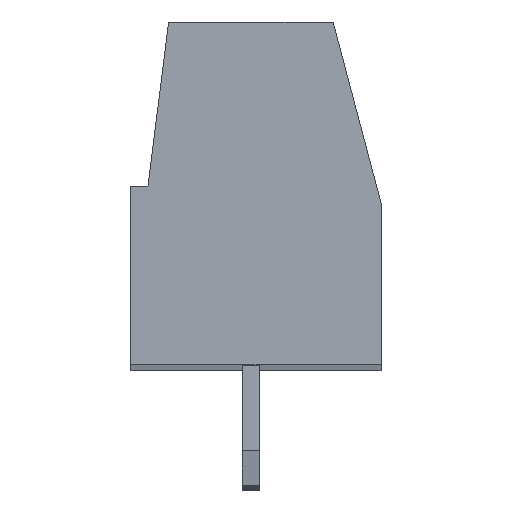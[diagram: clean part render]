
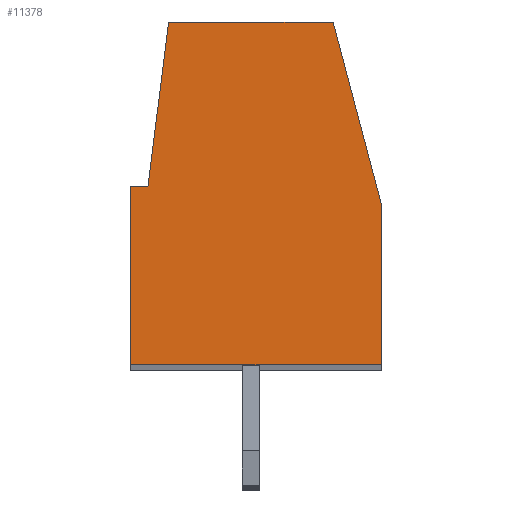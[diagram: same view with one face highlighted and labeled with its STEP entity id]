
A CAD part, top view. The second image highlights one B-rep face of the part: STEP entity #11378.
In plain terms, the highlighted planar face has unit normal (0, 0, 1).
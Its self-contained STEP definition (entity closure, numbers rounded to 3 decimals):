
#13=DIRECTION('',(0.,1.,0.));
#14=VECTOR('',#13,5.2);
#15=CARTESIAN_POINT('',(-3.5,-3.305,82.6));
#16=LINE('',#15,#14);
#17=DIRECTION('',(1.,0.,0.));
#18=VECTOR('',#17,0.5);
#19=CARTESIAN_POINT('',(-3.5,1.895,82.6));
#20=LINE('',#19,#18);
#21=DIRECTION('',(0.124,0.992,0.));
#22=VECTOR('',#21,4.837);
#23=CARTESIAN_POINT('',(-3.,1.895,82.6));
#24=LINE('',#23,#22);
#25=DIRECTION('',(1.,0.,0.));
#26=VECTOR('',#25,4.8);
#27=CARTESIAN_POINT('',(-2.4,6.695,82.6));
#28=LINE('',#27,#26);
#29=DIRECTION('',(0.255,-0.967,0.));
#30=VECTOR('',#29,5.482);
#31=CARTESIAN_POINT('',(2.4,6.695,82.6));
#32=LINE('',#31,#30);
#33=DIRECTION('',(0.,-1.,0.));
#34=VECTOR('',#33,4.7);
#35=CARTESIAN_POINT('',(3.8,1.395,82.6));
#36=LINE('',#35,#34);
#37=DIRECTION('',(-1.,0.,0.));
#38=VECTOR('',#37,7.3);
#39=CARTESIAN_POINT('',(3.8,-3.305,82.6));
#40=LINE('',#39,#38);
#8977=CARTESIAN_POINT('',(-3.5,-3.305,82.6));
#8978=CARTESIAN_POINT('',(-3.5,1.895,82.6));
#8979=VERTEX_POINT('',#8977);
#8980=VERTEX_POINT('',#8978);
#8981=CARTESIAN_POINT('',(3.8,-3.305,82.6));
#8982=VERTEX_POINT('',#8981);
#8983=CARTESIAN_POINT('',(3.8,1.395,82.6));
#8984=VERTEX_POINT('',#8983);
#8985=CARTESIAN_POINT('',(2.4,6.695,82.6));
#8986=VERTEX_POINT('',#8985);
#8987=CARTESIAN_POINT('',(-2.4,6.695,82.6));
#8988=VERTEX_POINT('',#8987);
#8989=CARTESIAN_POINT('',(-3.,1.895,82.6));
#8990=VERTEX_POINT('',#8989);
#11357=CARTESIAN_POINT('',(0.,0.,82.6));
#11358=DIRECTION('',(0.,0.,1.));
#11359=DIRECTION('',(1.,0.,0.));
#11360=AXIS2_PLACEMENT_3D('',#11357,#11358,#11359);
#11361=PLANE('',#11360);
#11363=ORIENTED_EDGE('',*,*,#11362,.T.);
#11365=ORIENTED_EDGE('',*,*,#11364,.T.);
#11367=ORIENTED_EDGE('',*,*,#11366,.T.);
#11369=ORIENTED_EDGE('',*,*,#11368,.T.);
#11371=ORIENTED_EDGE('',*,*,#11370,.T.);
#11373=ORIENTED_EDGE('',*,*,#11372,.T.);
#11375=ORIENTED_EDGE('',*,*,#11374,.T.);
#11376=EDGE_LOOP('',(#11363,#11365,#11367,#11369,#11371,#11373,#11375));
#11377=FACE_OUTER_BOUND('',#11376,.F.);
#11362=EDGE_CURVE('',#8979,#8980,#16,.T.);
#11364=EDGE_CURVE('',#8980,#8990,#20,.T.);
#11366=EDGE_CURVE('',#8990,#8988,#24,.T.);
#11368=EDGE_CURVE('',#8988,#8986,#28,.T.);
#11370=EDGE_CURVE('',#8986,#8984,#32,.T.);
#11372=EDGE_CURVE('',#8984,#8982,#36,.T.);
#11374=EDGE_CURVE('',#8982,#8979,#40,.T.);
#11378=ADVANCED_FACE('',(#11377),#11361,.T.);
